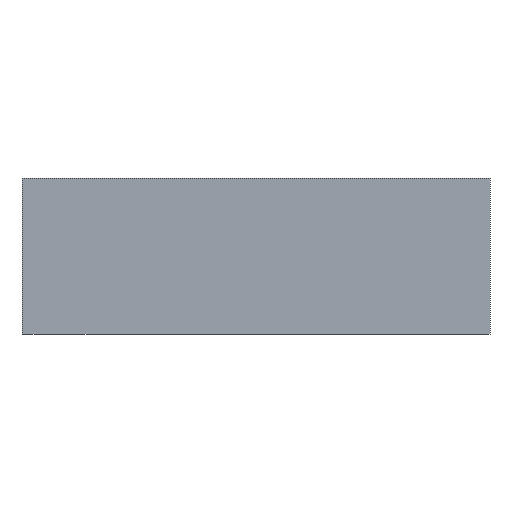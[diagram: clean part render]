
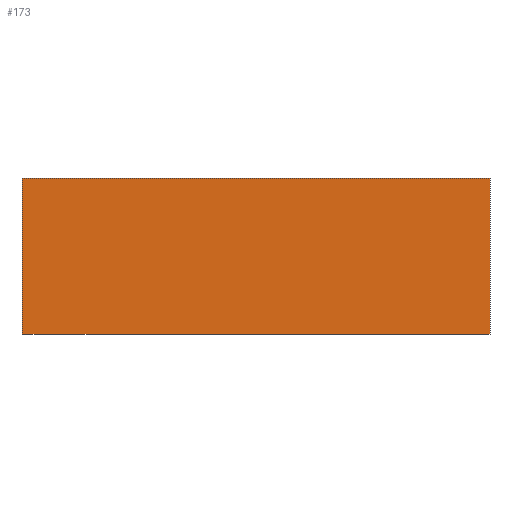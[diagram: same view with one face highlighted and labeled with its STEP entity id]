
A CAD part, front view. The second image highlights one B-rep face of the part: STEP entity #173.
In plain terms, the highlighted planar face has unit normal (0, -1, 0).
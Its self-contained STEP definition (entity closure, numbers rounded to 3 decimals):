
#33=FACE_OUTER_BOUND('',#48,.T.);
#48=EDGE_LOOP('',(#156,#157,#158,#159));
#50=LINE('',#262,#63);
#55=LINE('',#279,#68);
#60=LINE('',#295,#73);
#61=LINE('',#297,#74);
#63=VECTOR('',#212,10.);
#68=VECTOR('',#229,10.);
#73=VECTOR('',#248,10.);
#74=VECTOR('',#251,10.);
#85=VERTEX_POINT('',#259);
#86=VERTEX_POINT('',#261);
#92=VERTEX_POINT('',#277);
#96=VERTEX_POINT('',#293);
#99=EDGE_CURVE('',#86,#85,#50,.T.);
#108=EDGE_CURVE('',#85,#92,#55,.T.);
#116=EDGE_CURVE('',#92,#96,#60,.T.);
#117=EDGE_CURVE('',#96,#86,#61,.T.);
#156=ORIENTED_EDGE('',*,*,#99,.T.);
#157=ORIENTED_EDGE('',*,*,#108,.T.);
#158=ORIENTED_EDGE('',*,*,#116,.T.);
#159=ORIENTED_EDGE('',*,*,#117,.T.);
#164=PLANE('',#204);
#173=ADVANCED_FACE('',(#33),#164,.F.);
#204=AXIS2_PLACEMENT_3D('',#298,#252,#253);
#212=DIRECTION('',(1.,0.,0.));
#229=DIRECTION('',(0.,0.,1.));
#248=DIRECTION('',(-1.,0.,0.));
#251=DIRECTION('',(0.,0.,-1.));
#252=DIRECTION('center_axis',(0.,1.,0.));
#253=DIRECTION('ref_axis',(-1.,0.,0.));
#259=CARTESIAN_POINT('',(70.,103.,-30.));
#261=CARTESIAN_POINT('',(55.,103.,-30.));
#262=CARTESIAN_POINT('',(55.,103.,-30.));
#277=CARTESIAN_POINT('',(70.,103.,-25.));
#279=CARTESIAN_POINT('',(70.,103.,-30.));
#293=CARTESIAN_POINT('',(55.,103.,-25.));
#295=CARTESIAN_POINT('',(70.,103.,-25.));
#297=CARTESIAN_POINT('',(55.,103.,-25.));
#298=CARTESIAN_POINT('Origin',(62.5,103.,-27.5));
